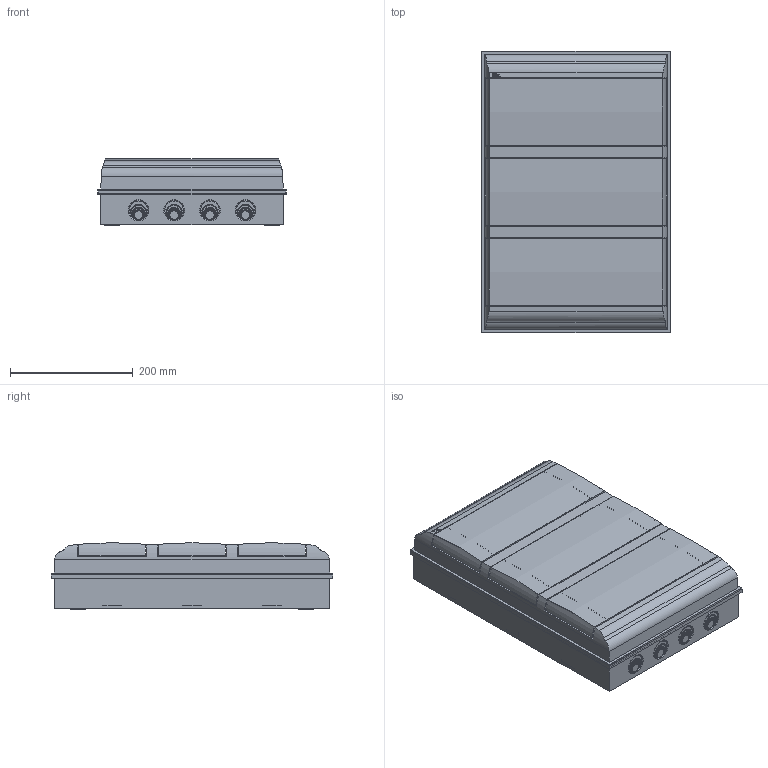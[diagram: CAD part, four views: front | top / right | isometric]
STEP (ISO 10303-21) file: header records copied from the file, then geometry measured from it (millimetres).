
FILE_DESCRIPTION (( 'STEP AP203' ), '1' );
FILE_NAME ('36.STEP', '2016-10-18T06:11:55', ( '' ), ( '' ), 'SwSTEP 2.0', 'SolidWorks 2014', '' );
FILE_SCHEMA (( 'CONFIG_CONTROL_DESIGN' ));
Length unit declared in the file: millimetre
Products named in the file (1): 36
Bounding box: 306 x 458 x 108.4 mm (x, y, z)
Volume: 1682008.8 mm3; surface area: 1460855.8 mm2
Topology: 8 solids, 14 shells, 4942 faces, 13449 edges, 8866 vertices
Faces by surface type: plane 3367, bspline 654, cylinder 607, cone 282, torus 32
Full cylindrical faces by diameter (mm): 3 x4, 3.2 x6, 9.1 x8, 9.975 x8, 12 x8, 13.4 x8, 13.6 x8, 15 x4, 16 x20, 16.5 x8, 18 x8, 19.5 x4, 20 x8, 21 x8, 24.5 x8, 25 x16, 28 x4, 32 x8, 34 x8
Entity records: 173464 total; most frequent: CARTESIAN_POINT 55750, ORIENTED_EDGE 26170, DIRECTION 20613, EDGE_CURVE 13085, LINE 9551, VECTOR 9551, VERTEX_POINT 8758, EDGE_LOOP 5831
